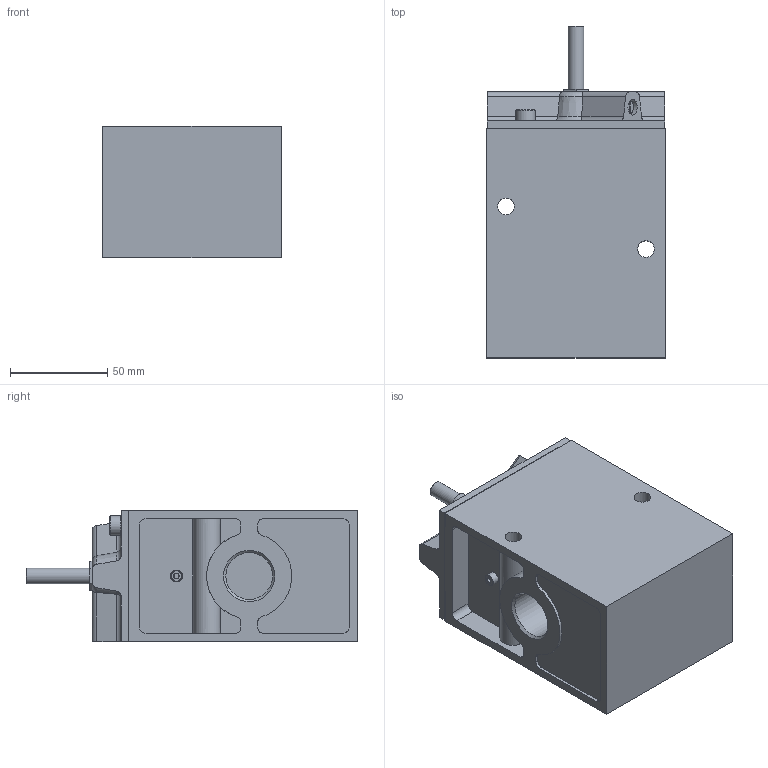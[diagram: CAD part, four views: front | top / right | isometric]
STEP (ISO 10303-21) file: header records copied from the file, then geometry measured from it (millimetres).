
FILE_DESCRIPTION(/* description */ ('STEP AP214'),/* implementation_level */ '2;1');
FILE_NAME(/* name */ '536191_MFH-3-3_4-S-EX',/* time_stamp */ '2024-09-05T05:51:03+02:00',/* author */ ('License CC BY-ND 4.0'),/* organization */ ('CADENAS'),/* preprocessor_version */ 'ST-DEVELOPER v19.3',/* originating_system */ 'PARTsolutions',/* authorisation */ ' ');
FILE_SCHEMA (('AUTOMOTIVE_DESIGN {1 0 10303 214 3 1 1}'));
Length unit declared in the file: millimetre
Products named in the file (2): 536191 MFH-3-3/4-S-EX; 536191 MFH-3-3/4-S-EX-part2
Assembly tree (1 placements, depth 2):
  536191 MFH-3-3/4-S-EX
    536191 MFH-3-3/4-S-EX-part2
Bounding box: 92 x 171 x 68 mm (x, y, z)
Volume: 720886.1 mm3; surface area: 70289.4 mm2
Topology: 1 solids, 1 shells, 196 faces, 463 edges, 289 vertices
Faces by surface type: plane 90, cylinder 62, cone 38, torus 6
Full cylindrical faces by diameter (mm): 2.459 x1, 4.134 x1, 5 x1, 5.8 x1, 5.9 x1, 6.15 x1, 6.7 x1, 7.48 x1, 8 x1, 8.2 x1, 8.566 x1, 8.6 x2, 9 x1, 9.5 x1, 10 x2, 11 x1, 24.117 x3
Entity records: 5435 total; most frequent: CARTESIAN_POINT 1044, DIRECTION 932, ORIENTED_EDGE 816, EDGE_CURVE 408, AXIS2_PLACEMENT_3D 362, VERTEX_POINT 280, FACE_BOUND 268, EDGE_LOOP 264
